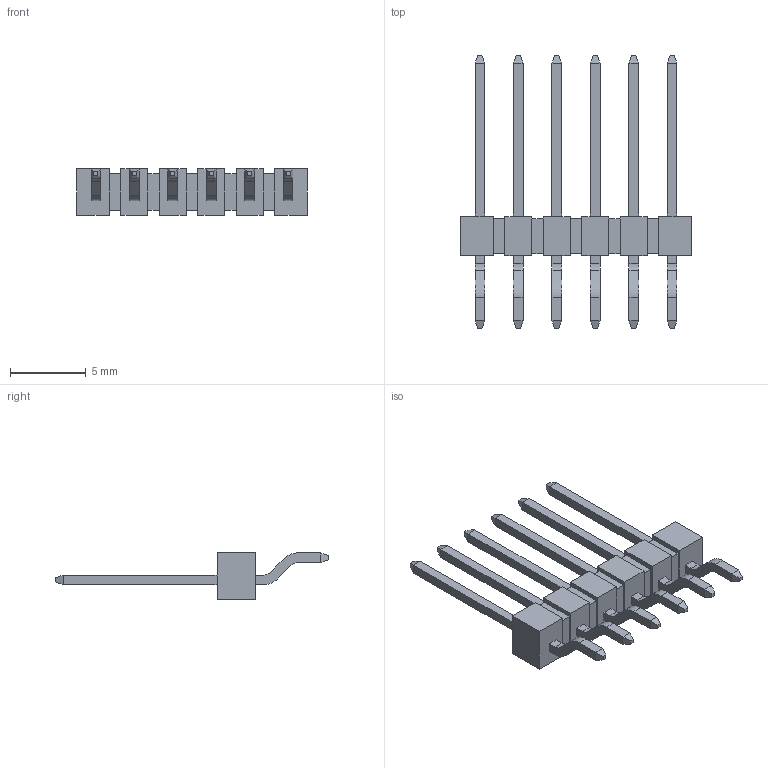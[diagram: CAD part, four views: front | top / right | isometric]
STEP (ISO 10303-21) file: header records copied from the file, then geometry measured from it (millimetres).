
FILE_DESCRIPTION(('STEP AP214'),'1');
FILE_NAME('tsm-106-03-l-sh.stp','2019-07-07T17:49:58',('TraceParts'),('TraceParts S.A.'),'Spatial InterOp 3D',' ',' ');
FILE_SCHEMA(('AUTOMOTIVE_DESIGN { 1 0 10303 214 1 1 1 1 }'));
Length unit declared in the file: millimetre
Products named in the file (1): tsm-106-03-l-sh
Bounding box: 15.24 x 18.03 x 3.05 mm (x, y, z)
Volume: 147.3 mm3; surface area: 437.2 mm2
Topology: 1 solids, 1 shells, 212 faces, 516 edges, 328 vertices
Faces by surface type: plane 188, cylinder 24
Entity records: 7776 total; most frequent: CARTESIAN_POINT 1057, ORIENTED_EDGE 1032, DIRECTION 990, EDGE_CURVE 516, LINE 468, VECTOR 468, VERTEX_POINT 328, AXIS2_PLACEMENT_3D 261
